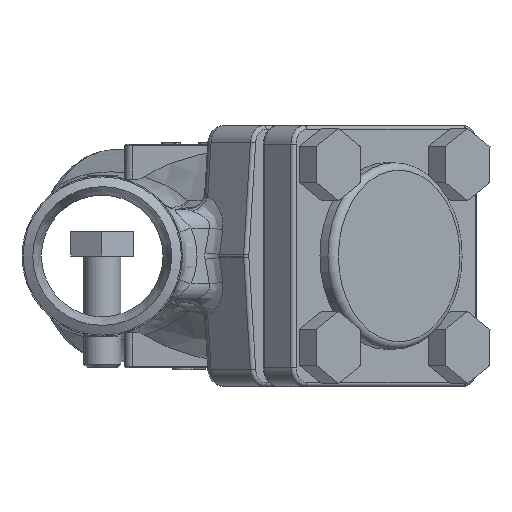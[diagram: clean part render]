
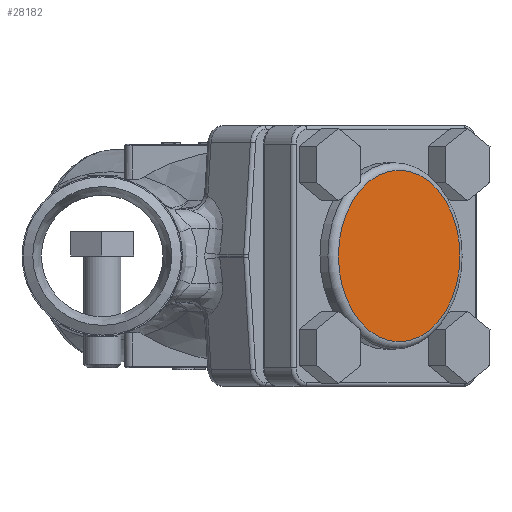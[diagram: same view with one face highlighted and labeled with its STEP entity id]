
A CAD part, left-side view. The second image highlights one B-rep face of the part: STEP entity #28182.
In plain terms, the highlighted face is planar.
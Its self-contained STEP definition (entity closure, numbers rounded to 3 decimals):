
#28166=CARTESIAN_POINT('',(0.,0.,17.));
#28167=DIRECTION('',(0.,0.,1.));
#28168=DIRECTION('',(1.,0.,0.));
#28169=AXIS2_PLACEMENT_3D('',#28166,#28167,#28168);
#28170=PLANE('',#28169);
#28171=CARTESIAN_POINT('',(23.,-0.,17.));
#28172=VERTEX_POINT('',#28171);
#28173=CARTESIAN_POINT('',(0.,0.,17.));
#28174=DIRECTION('',(0.,0.,1.));
#28175=DIRECTION('',(1.,0.,-0.));
#28176=AXIS2_PLACEMENT_3D('',#28173,#28174,#28175);
#28177=CIRCLE('',#28176,23.);
#28178=EDGE_CURVE('',#28172,#28172,#28177,.T.);
#28179=ORIENTED_EDGE('',*,*,#28178,.T.);
#28180=EDGE_LOOP('',(#28179));
#28181=FACE_BOUND('',#28180,.T.);
#28182=ADVANCED_FACE('',(#28181),#28170,.T.);
